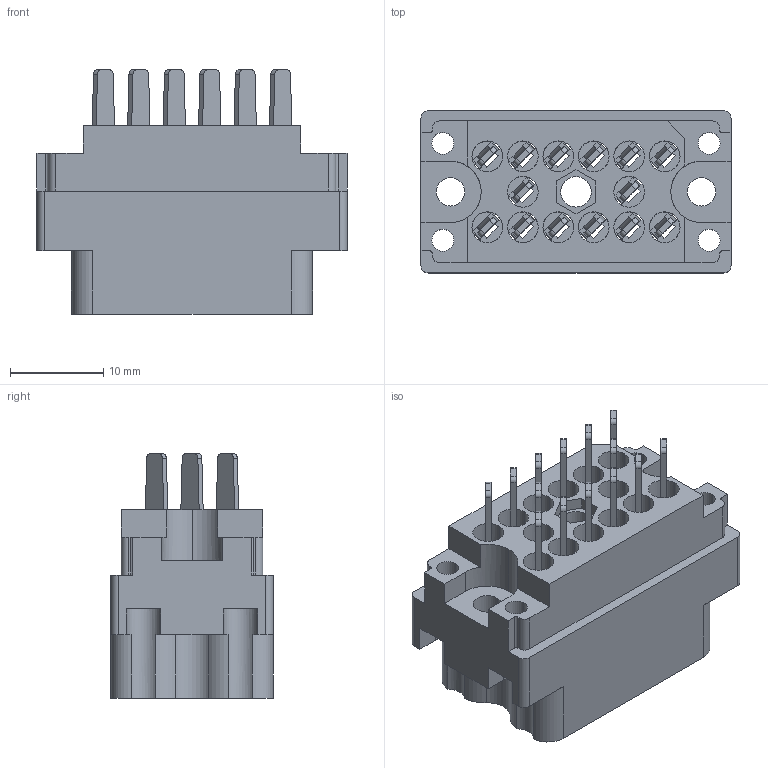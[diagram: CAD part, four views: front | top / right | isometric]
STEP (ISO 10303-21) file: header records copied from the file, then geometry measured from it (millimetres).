
FILE_DESCRIPTION (( 'STEP AP203' ), '1' );
FILE_NAME ('519-014-501-300.STEP', '2020-09-09T15:10:22', ( '' ), ( '' ), 'SwSTEP 2.0', 'SolidWorks 2020', '' );
FILE_SCHEMA (( 'CONFIG_CONTROL_DESIGN' ));
Length unit declared in the file: inch
Products named in the file (3): 519-014-501-300; 516-292-001_501 Contact; 519 Plug Insulator_014
Assembly tree (15 placements, depth 2):
  519-014-501-300
    519 Plug Insulator_014
    516-292-001_501 Contact  x14
Bounding box: 33.32 x 17.42 x 26.26 mm (x, y, z)
Volume: 5528.5 mm3; surface area: 8731 mm2
Topology: 15 solids, 15 shells, 1502 faces, 4354 edges, 2892 vertices
Faces by surface type: plane 903, cylinder 513, bspline 84, cone 2
Entity records: 19748 total; most frequent: CARTESIAN_POINT 3617, ORIENTED_EDGE 3300, DIRECTION 3208, EDGE_CURVE 1650, VECTOR 1180, LINE 1180, VERTEX_POINT 1098, AXIS2_PLACEMENT_3D 1014
